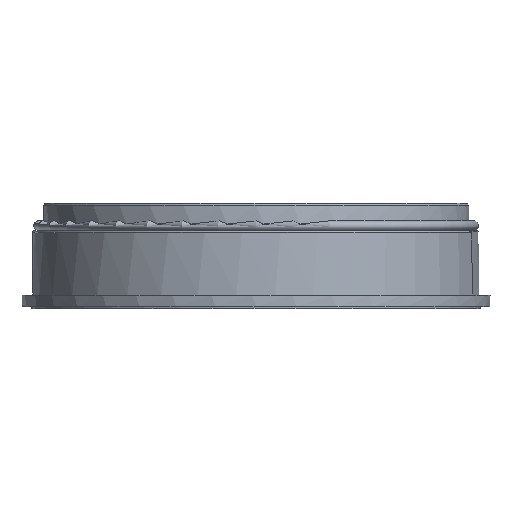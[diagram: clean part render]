
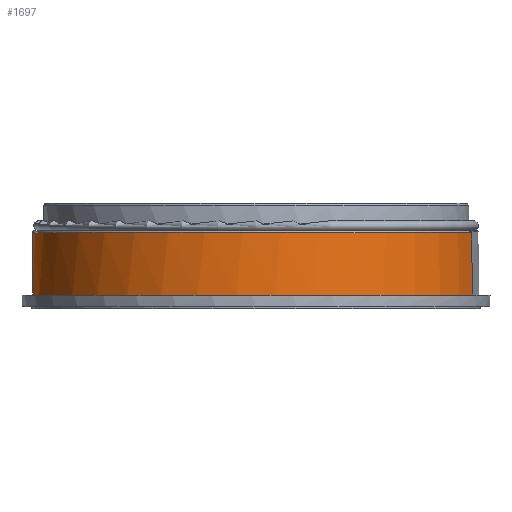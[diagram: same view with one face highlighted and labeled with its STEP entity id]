
A CAD part, left-side view. The second image highlights one B-rep face of the part: STEP entity #1697.
In plain terms, the highlighted conical face has half-angle 1 degrees and reference radius 57.356 mm.
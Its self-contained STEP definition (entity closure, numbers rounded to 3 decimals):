
#14=(
BOUNDED_CURVE()
B_SPLINE_CURVE(2,(#3399,#3400,#3401),.UNSPECIFIED.,.F.,.F.)
B_SPLINE_CURVE_WITH_KNOTS((3,3),(0.979,1.601),
 .UNSPECIFIED.)
CURVE()
GEOMETRIC_REPRESENTATION_ITEM()
RATIONAL_B_SPLINE_CURVE((1.,1.,1.))
REPRESENTATION_ITEM('')
);
#201=CONICAL_SURFACE('',#1908,57.356,0.017);
#216=FACE_BOUND('',#468,.T.);
#259=B_SPLINE_CURVE_WITH_KNOTS('',3,(#3379,#3380,#3381,#3382),
 .UNSPECIFIED.,.F.,.F.,(4,4),(0.067,0.126),
 .UNSPECIFIED.);
#260=B_SPLINE_CURVE_WITH_KNOTS('',3,(#3388,#3389,#3390,#3391),
 .UNSPECIFIED.,.F.,.F.,(4,4),(0.919,0.978),
 .UNSPECIFIED.);
#261=B_SPLINE_CURVE_WITH_KNOTS('',3,(#3393,#3394,#3395,#3396,#3397,#3398),
 .UNSPECIFIED.,.F.,.F.,(4,2,4),(0.,0.522,0.919),
 .UNSPECIFIED.);
#262=B_SPLINE_CURVE_WITH_KNOTS('',3,(#3403,#3404,#3405,#3406),
 .UNSPECIFIED.,.F.,.F.,(4,4),(-0.643,-0.02),
 .UNSPECIFIED.);
#263=B_SPLINE_CURVE_WITH_KNOTS('',3,(#3407,#3408,#3409,#3410,#3411,#3412),
 .UNSPECIFIED.,.F.,.F.,(4,2,4),(0.126,0.522,1.045),
 .UNSPECIFIED.);
#264=B_SPLINE_CURVE_WITH_KNOTS('',3,(#3414,#3415,#3416,#3417,#3418,#3419,
#3420,#3421,#3422,#3423,#3424,#3425,#3426,#3427,#3428,#3429,#3430,#3431,
#3432,#3433,#3434,#3435,#3436,#3437,#3438,#3439,#3440,#3441,#3442,#3443,
#3444,#3445,#3446,#3447,#3448,#3449),.UNSPECIFIED.,.T.,.F.,(4,2,2,2,2,2,
2,2,2,2,2,2,2,2,2,2,2,4),(0.,0.077,0.152,0.23,
0.306,0.385,0.462,0.54,
0.615,0.692,0.766,0.844,
0.921,1.001,1.078,1.156,1.198,
1.24),.UNSPECIFIED.);
#355=FACE_OUTER_BOUND('',#467,.T.);
#467=EDGE_LOOP('',(#1385,#1386,#1387,#1388,#1389,#1390,#1391,#1392,#1393));
#468=EDGE_LOOP('',(#1394));
#497=CIRCLE('',#1737,57.5);
#597=CIRCLE('',#1909,57.221);
#598=CIRCLE('',#1910,57.221);
#620=VERTEX_POINT('',#2425);
#623=VERTEX_POINT('',#2457);
#744=VERTEX_POINT('',#3377);
#745=VERTEX_POINT('',#3378);
#746=VERTEX_POINT('',#3383);
#747=VERTEX_POINT('',#3385);
#748=VERTEX_POINT('',#3387);
#749=VERTEX_POINT('',#3392);
#750=VERTEX_POINT('',#3402);
#751=VERTEX_POINT('',#3413);
#775=EDGE_CURVE('',#623,#620,#497,.T.);
#964=EDGE_CURVE('',#744,#745,#259,.F.);
#965=EDGE_CURVE('',#746,#745,#597,.T.);
#966=EDGE_CURVE('',#747,#746,#598,.T.);
#967=EDGE_CURVE('',#748,#747,#260,.T.);
#968=EDGE_CURVE('',#749,#748,#261,.T.);
#969=EDGE_CURVE('',#749,#620,#14,.T.);
#970=EDGE_CURVE('',#750,#623,#262,.T.);
#971=EDGE_CURVE('',#750,#744,#263,.F.);
#972=EDGE_CURVE('',#751,#751,#264,.T.);
#1385=ORIENTED_EDGE('',*,*,#964,.T.);
#1386=ORIENTED_EDGE('',*,*,#965,.F.);
#1387=ORIENTED_EDGE('',*,*,#966,.F.);
#1388=ORIENTED_EDGE('',*,*,#967,.F.);
#1389=ORIENTED_EDGE('',*,*,#968,.F.);
#1390=ORIENTED_EDGE('',*,*,#969,.T.);
#1391=ORIENTED_EDGE('',*,*,#775,.F.);
#1392=ORIENTED_EDGE('',*,*,#970,.F.);
#1393=ORIENTED_EDGE('',*,*,#971,.T.);
#1394=ORIENTED_EDGE('',*,*,#972,.T.);
#1697=ADVANCED_FACE('',(#355,#216),#201,.T.);
#1737=AXIS2_PLACEMENT_3D('',#2486,#1953,#1954);
#1908=AXIS2_PLACEMENT_3D('',#3376,#2342,#2343);
#1909=AXIS2_PLACEMENT_3D('',#3384,#2344,#2345);
#1910=AXIS2_PLACEMENT_3D('',#3386,#2346,#2347);
#1953=DIRECTION('center_axis',(0.,0.,-1.));
#1954=DIRECTION('ref_axis',(1.,0.,0.));
#2342=DIRECTION('center_axis',(0.,0.,-1.));
#2343=DIRECTION('ref_axis',(0.,1.,0.));
#2344=DIRECTION('center_axis',(0.,0.,1.));
#2345=DIRECTION('ref_axis',(1.,0.,0.));
#2346=DIRECTION('center_axis',(0.,0.,1.));
#2347=DIRECTION('ref_axis',(1.,0.,0.));
#2425=CARTESIAN_POINT('',(14.882,-55.541,2.5));
#2457=CARTESIAN_POINT('',(-14.882,-55.54,2.5));
#2486=CARTESIAN_POINT('Origin',(0.,0.,2.5));
#3376=CARTESIAN_POINT('Origin',(0.,0.,10.75));
#3377=CARTESIAN_POINT('',(-15.072,-55.211,17.913));
#3378=CARTESIAN_POINT('',(-15.08,-55.198,18.509));
#3379=CARTESIAN_POINT('Ctrl Pts',(-15.08,-55.198,18.509));
#3380=CARTESIAN_POINT('Ctrl Pts',(-15.077,-55.202,18.31));
#3381=CARTESIAN_POINT('Ctrl Pts',(-15.075,-55.206,18.111));
#3382=CARTESIAN_POINT('Ctrl Pts',(-15.072,-55.211,17.913));
#3383=CARTESIAN_POINT('',(57.221,0.,18.509));
#3384=CARTESIAN_POINT('Origin',(0.,0.,18.509));
#3385=CARTESIAN_POINT('',(15.08,-55.198,18.509));
#3386=CARTESIAN_POINT('Origin',(0.,0.,18.509));
#3387=CARTESIAN_POINT('',(15.072,-55.211,17.913));
#3388=CARTESIAN_POINT('Ctrl Pts',(15.072,-55.211,17.913));
#3389=CARTESIAN_POINT('Ctrl Pts',(15.075,-55.206,18.111));
#3390=CARTESIAN_POINT('Ctrl Pts',(15.077,-55.202,18.31));
#3391=CARTESIAN_POINT('Ctrl Pts',(15.08,-55.198,18.509));
#3392=CARTESIAN_POINT('',(14.959,-55.407,8.729));
#3393=CARTESIAN_POINT('Ctrl Pts',(14.959,-55.407,8.729));
#3394=CARTESIAN_POINT('Ctrl Pts',(14.98,-55.37,10.47));
#3395=CARTESIAN_POINT('Ctrl Pts',(15.002,-55.333,12.211));
#3396=CARTESIAN_POINT('Ctrl Pts',(15.04,-55.267,15.273));
#3397=CARTESIAN_POINT('Ctrl Pts',(15.056,-55.239,16.593));
#3398=CARTESIAN_POINT('Ctrl Pts',(15.072,-55.211,17.913));
#3399=CARTESIAN_POINT('Ctrl Pts',(14.959,-55.407,8.729));
#3400=CARTESIAN_POINT('Ctrl Pts',(14.921,-55.474,5.617));
#3401=CARTESIAN_POINT('Ctrl Pts',(14.882,-55.541,2.5));
#3402=CARTESIAN_POINT('',(-14.959,-55.407,8.729));
#3403=CARTESIAN_POINT('Ctrl Pts',(-14.959,-55.407,8.729));
#3404=CARTESIAN_POINT('Ctrl Pts',(-14.933,-55.452,6.653));
#3405=CARTESIAN_POINT('Ctrl Pts',(-14.908,-55.496,4.576));
#3406=CARTESIAN_POINT('Ctrl Pts',(-14.882,-55.54,2.5));
#3407=CARTESIAN_POINT('Ctrl Pts',(-15.072,-55.211,17.913));
#3408=CARTESIAN_POINT('Ctrl Pts',(-15.056,-55.239,16.593));
#3409=CARTESIAN_POINT('Ctrl Pts',(-15.04,-55.267,15.273));
#3410=CARTESIAN_POINT('Ctrl Pts',(-15.002,-55.333,12.211));
#3411=CARTESIAN_POINT('Ctrl Pts',(-14.98,-55.37,10.47));
#3412=CARTESIAN_POINT('Ctrl Pts',(-14.959,-55.407,8.729));
#3413=CARTESIAN_POINT('',(56.998,-6.745,8.5));
#3414=CARTESIAN_POINT('Ctrl Pts',(56.998,-6.745,8.5));
#3415=CARTESIAN_POINT('Ctrl Pts',(57.002,-6.745,8.243));
#3416=CARTESIAN_POINT('Ctrl Pts',(57.001,-6.796,7.989));
#3417=CARTESIAN_POINT('Ctrl Pts',(56.985,-6.989,7.522));
#3418=CARTESIAN_POINT('Ctrl Pts',(56.972,-7.127,7.313));
#3419=CARTESIAN_POINT('Ctrl Pts',(56.933,-7.481,6.95));
#3420=CARTESIAN_POINT('Ctrl Pts',(56.907,-7.697,6.802));
#3421=CARTESIAN_POINT('Ctrl Pts',(56.845,-8.166,6.603));
#3422=CARTESIAN_POINT('Ctrl Pts',(56.81,-8.413,6.55));
#3423=CARTESIAN_POINT('Ctrl Pts',(56.732,-8.926,6.541));
#3424=CARTESIAN_POINT('Ctrl Pts',(56.69,-9.186,6.588));
#3425=CARTESIAN_POINT('Ctrl Pts',(56.607,-9.664,6.781));
#3426=CARTESIAN_POINT('Ctrl Pts',(56.567,-9.879,6.92));
#3427=CARTESIAN_POINT('Ctrl Pts',(56.495,-10.247,7.277));
#3428=CARTESIAN_POINT('Ctrl Pts',(56.464,-10.395,7.491));
#3429=CARTESIAN_POINT('Ctrl Pts',(56.419,-10.595,7.958));
#3430=CARTESIAN_POINT('Ctrl Pts',(56.404,-10.649,8.204));
#3431=CARTESIAN_POINT('Ctrl Pts',(56.393,-10.661,8.708));
#3432=CARTESIAN_POINT('Ctrl Pts',(56.397,-10.618,8.961));
#3433=CARTESIAN_POINT('Ctrl Pts',(56.422,-10.438,9.43));
#3434=CARTESIAN_POINT('Ctrl Pts',(56.442,-10.307,9.642));
#3435=CARTESIAN_POINT('Ctrl Pts',(56.497,-9.964,10.016));
#3436=CARTESIAN_POINT('Ctrl Pts',(56.532,-9.752,10.17));
#3437=CARTESIAN_POINT('Ctrl Pts',(56.606,-9.286,10.383));
#3438=CARTESIAN_POINT('Ctrl Pts',(56.646,-9.037,10.443));
#3439=CARTESIAN_POINT('Ctrl Pts',(56.725,-8.52,10.465));
#3440=CARTESIAN_POINT('Ctrl Pts',(56.765,-8.257,10.423));
#3441=CARTESIAN_POINT('Ctrl Pts',(56.836,-7.773,10.241));
#3442=CARTESIAN_POINT('Ctrl Pts',(56.868,-7.556,10.106));
#3443=CARTESIAN_POINT('Ctrl Pts',(56.923,-7.18,9.758));
#3444=CARTESIAN_POINT('Ctrl Pts',(56.945,-7.028,9.546));
#3445=CARTESIAN_POINT('Ctrl Pts',(56.972,-6.862,9.182));
#3446=CARTESIAN_POINT('Ctrl Pts',(56.979,-6.817,9.047));
#3447=CARTESIAN_POINT('Ctrl Pts',(56.991,-6.759,8.775));
#3448=CARTESIAN_POINT('Ctrl Pts',(56.995,-6.745,8.637));
#3449=CARTESIAN_POINT('Ctrl Pts',(56.998,-6.745,8.5));
